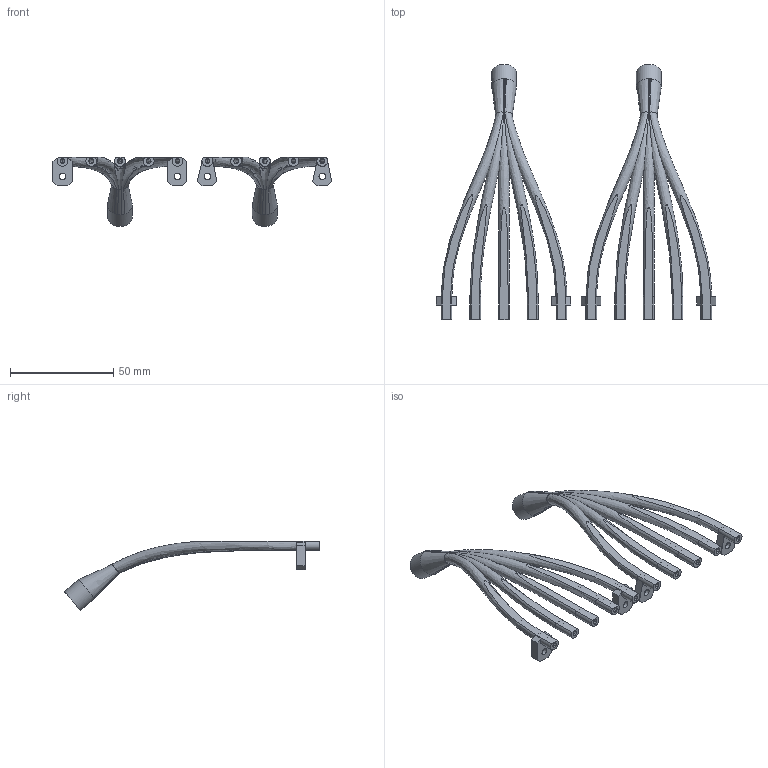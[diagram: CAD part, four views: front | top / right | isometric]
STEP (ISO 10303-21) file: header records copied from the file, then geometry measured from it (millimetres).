
FILE_DESCRIPTION(/* description */ (''),/* implementation_level */ '2;1');
FILE_NAME(/* name */ 'Merger.step',/* time_stamp */ '2021-05-26T17:22:01-04:00',/* author */ (''),/* organization */ (''),/* preprocessor_version */ 'ST-DEVELOPER v18.1',/* originating_system */ 'Autodesk Translation Framework v10.9.0.1377',/* authorisation */ '');
FILE_SCHEMA (('AUTOMOTIVE_DESIGN { 1 0 10303 214 3 1 1 }'));
Length unit declared in the file: millimetre
Products named in the file (3): merger floating design; Merger filament flow sensor; Merger
Assembly tree (2 placements, depth 2):
  merger floating design
    Merger filament flow sensor
    Merger
Bounding box: 135.1 x 123.28 x 33.38 mm (x, y, z)
Volume: 18453.7 mm3; surface area: 25926.7 mm2
Topology: 2 solids, 2 shells, 240 faces, 662 edges, 426 vertices
Faces by surface type: bspline 124, plane 66, cylinder 50
Full cylindrical faces by diameter (mm): 3.2 x4, 4.6 x2, 6 x4, 9.236 x10, 10.147 x10, 12 x2
Entity records: 16670 total; most frequent: CARTESIAN_POINT 11470, ORIENTED_EDGE 1324, EDGE_CURVE 662, DIRECTION 621, VERTEX_POINT 426, B_SPLINE_CURVE_WITH_KNOTS 371, EDGE_LOOP 268, FACE_OUTER_BOUND 240
